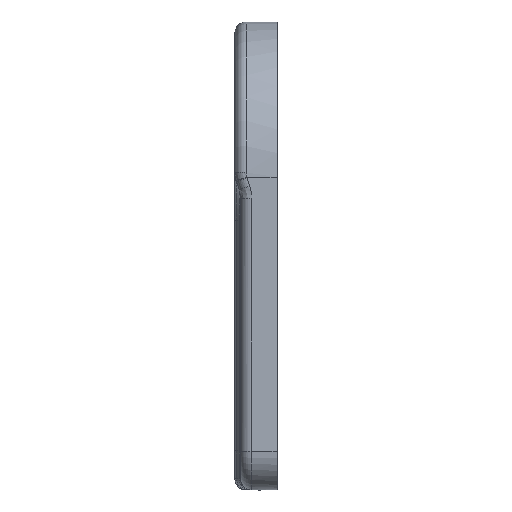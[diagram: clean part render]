
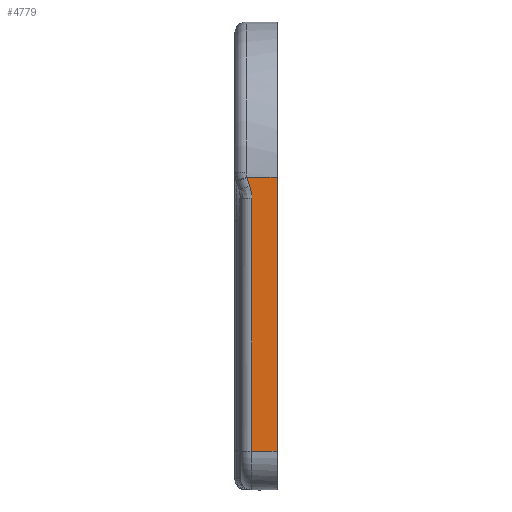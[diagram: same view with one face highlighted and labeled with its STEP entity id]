
A CAD part, left-side view. The second image highlights one B-rep face of the part: STEP entity #4779.
In plain terms, the highlighted planar face has unit normal (-1, 0, 0).
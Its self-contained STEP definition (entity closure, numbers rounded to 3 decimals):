
#248=PLANE('',#5211);
#553=LINE('',#7617,#990);
#604=LINE('',#8101,#1041);
#606=LINE('',#8130,#1043);
#630=LINE('',#8425,#1067);
#632=LINE('',#8428,#1069);
#990=VECTOR('',#5893,10.);
#1041=VECTOR('',#6152,10.);
#1043=VECTOR('',#6162,10.);
#1067=VECTOR('',#6272,10.);
#1069=VECTOR('',#6276,10.);
#1411=FACE_OUTER_BOUND('',#1739,.T.);
#1739=EDGE_LOOP('',(#4063,#4064,#4065,#4066,#4067,#4068,#4069));
#1987=CIRCLE('',#5150,3.);
#1996=CIRCLE('',#5165,7.);
#2317=VERTEX_POINT('',#7614);
#2318=VERTEX_POINT('',#7616);
#2398=VERTEX_POINT('',#7950);
#2399=VERTEX_POINT('',#7952);
#2411=VERTEX_POINT('',#8099);
#2413=VERTEX_POINT('',#8124);
#2414=VERTEX_POINT('',#8129);
#2833=EDGE_CURVE('',#2317,#2318,#553,.T.);
#2943=EDGE_CURVE('',#2398,#2399,#1987,.T.);
#2964=EDGE_CURVE('',#2411,#2398,#604,.T.);
#2967=EDGE_CURVE('',#2413,#2411,#1996,.T.);
#2969=EDGE_CURVE('',#2414,#2413,#606,.T.);
#3019=EDGE_CURVE('',#2317,#2399,#630,.T.);
#3021=EDGE_CURVE('',#2318,#2414,#632,.T.);
#4063=ORIENTED_EDGE('',*,*,#2969,.F.);
#4064=ORIENTED_EDGE('',*,*,#3021,.F.);
#4065=ORIENTED_EDGE('',*,*,#2833,.F.);
#4066=ORIENTED_EDGE('',*,*,#3019,.T.);
#4067=ORIENTED_EDGE('',*,*,#2943,.F.);
#4068=ORIENTED_EDGE('',*,*,#2964,.F.);
#4069=ORIENTED_EDGE('',*,*,#2967,.F.);
#4779=ADVANCED_FACE('',(#1411),#248,.T.);
#5150=AXIS2_PLACEMENT_3D('',#7953,#6120,#6121);
#5165=AXIS2_PLACEMENT_3D('',#8126,#6156,#6157);
#5211=AXIS2_PLACEMENT_3D('',#8427,#6274,#6275);
#5893=DIRECTION('',(0.,0.,-1.));
#6120=DIRECTION('center_axis',(1.,0.,0.));
#6121=DIRECTION('ref_axis',(0.,0.,
-1.));
#6152=DIRECTION('',(0.,0.316,0.949));
#6156=DIRECTION('center_axis',(-1.,0.,0.));
#6157=DIRECTION('ref_axis',(0.,0.,
1.));
#6162=DIRECTION('',(0.,0.,1.));
#6272=DIRECTION('',(0.,1.,0.));
#6274=DIRECTION('center_axis',(-1.,0.,0.));
#6275=DIRECTION('ref_axis',(0.,0.,1.));
#6276=DIRECTION('',(0.,1.,0.));
#7614=CARTESIAN_POINT('',(-0.617,-5.,64.262));
#7616=CARTESIAN_POINT('',(-0.617,-5.,15.442));
#7617=CARTESIAN_POINT('',(-0.617,-5.,64.262));
#7950=CARTESIAN_POINT('',(-0.617,0.346,64.126));
#7952=CARTESIAN_POINT('',(-0.617,0.388,64.262));
#7953=CARTESIAN_POINT('Origin',(-0.617,-2.5,65.075));
#8099=CARTESIAN_POINT('',(-0.617,-0.141,62.666));
#8101=CARTESIAN_POINT('',(-0.617,-7.095,41.802));
#8124=CARTESIAN_POINT('',(-0.617,-0.5,60.452));
#8126=CARTESIAN_POINT('Origin',(-0.617,6.5,60.452));
#8129=CARTESIAN_POINT('',(-0.617,-0.5,15.442));
#8130=CARTESIAN_POINT('',(-0.617,-0.5,25.93));
#8425=CARTESIAN_POINT('',(-0.617,0.,64.262));
#8427=CARTESIAN_POINT('Origin',(-0.617,0.,15.442));
#8428=CARTESIAN_POINT('',(-0.617,0.,15.442));
